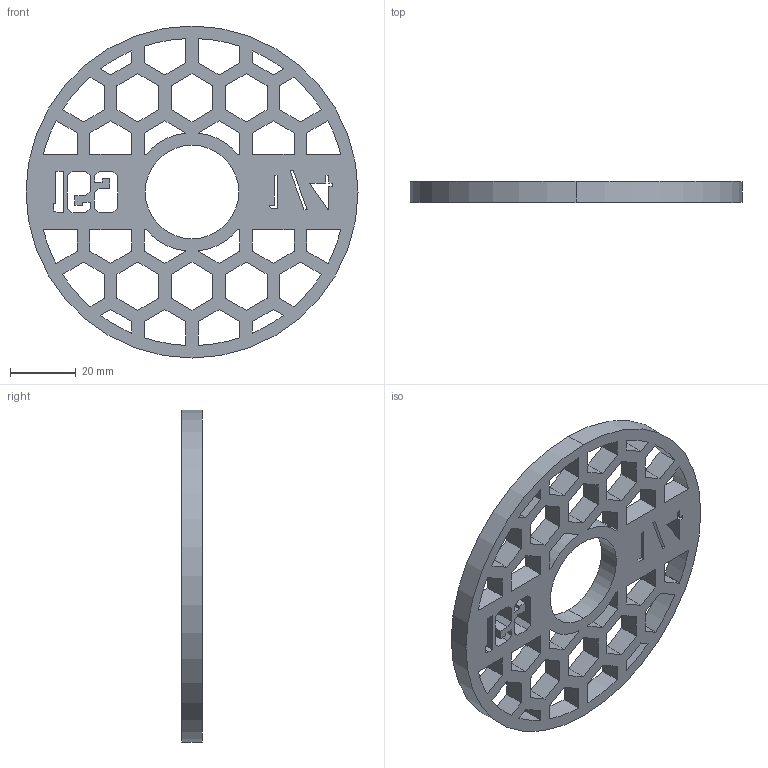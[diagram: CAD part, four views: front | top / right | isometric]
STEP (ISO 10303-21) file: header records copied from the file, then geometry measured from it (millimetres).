
FILE_DESCRIPTION (( 'STEP AP214' ), '1' );
FILE_NAME ('4in_Spacer_0.250.STEP', '2021-05-01T17:56:24', ( '' ), ( '' ), 'SwSTEP 2.0', 'SolidWorks 2019', '' );
FILE_SCHEMA (( 'AUTOMOTIVE_DESIGN' ));
Length unit declared in the file: inch
Products named in the file (1): 4in_Spacer_0.250
Bounding box: 101.09 x 6.35 x 101.09 mm (x, y, z)
Volume: 27918.6 mm3; surface area: 19892.4 mm2
Topology: 1 solids, 1 shells, 225 faces, 669 edges, 446 vertices
Faces by surface type: plane 201, cylinder 24
Entity records: 7619 total; most frequent: CARTESIAN_POINT 1341, ORIENTED_EDGE 1338, DIRECTION 1169, EDGE_CURVE 669, LINE 621, VECTOR 621, VERTEX_POINT 446, EDGE_LOOP 299
